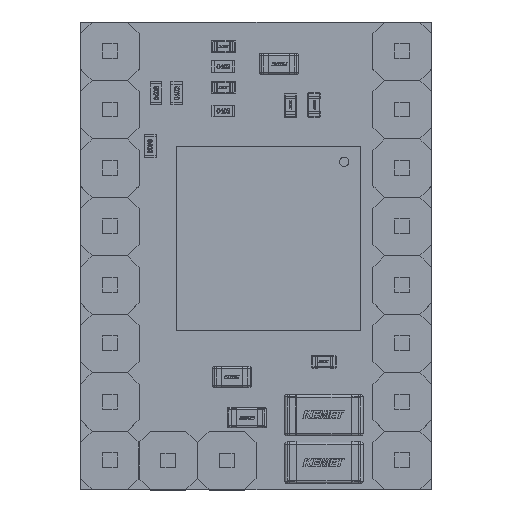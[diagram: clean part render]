
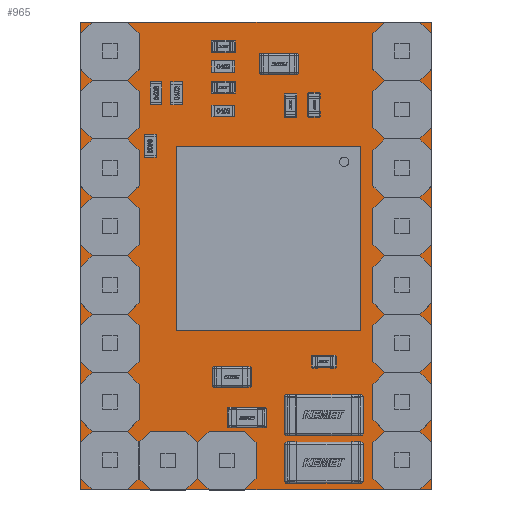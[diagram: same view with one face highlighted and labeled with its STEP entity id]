
A CAD part, top view. The second image highlights one B-rep face of the part: STEP entity #965.
In plain terms, the highlighted planar face has unit normal (0, 0, 1).
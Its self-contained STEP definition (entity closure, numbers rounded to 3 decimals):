
#188 = VERTEX_POINT('',#189);
#189 = CARTESIAN_POINT('',(-7.601,-10.113,0.836));
#195 = EDGE_CURVE('',#188,#196,#198,.T.);
#196 = VERTEX_POINT('',#197);
#197 = CARTESIAN_POINT('',(7.639,-10.113,0.836));
#198 = LINE('',#199,#200);
#199 = CARTESIAN_POINT('',(-7.601,-10.113,0.836));
#200 = VECTOR('',#201,1.);
#201 = DIRECTION('',(1.,0.,0.));
#226 = EDGE_CURVE('',#196,#227,#229,.T.);
#227 = VERTEX_POINT('',#228);
#228 = CARTESIAN_POINT('',(7.639,10.207,0.836));
#229 = LINE('',#230,#231);
#230 = CARTESIAN_POINT('',(7.639,-10.113,0.836));
#231 = VECTOR('',#232,1.);
#232 = DIRECTION('',(0.,1.,0.));
#257 = EDGE_CURVE('',#227,#258,#260,.T.);
#258 = VERTEX_POINT('',#259);
#259 = CARTESIAN_POINT('',(-7.601,10.207,0.836));
#260 = LINE('',#261,#262);
#261 = CARTESIAN_POINT('',(7.639,10.207,0.836));
#262 = VECTOR('',#263,1.);
#263 = DIRECTION('',(-1.,0.,0.));
#288 = EDGE_CURVE('',#258,#188,#289,.T.);
#289 = LINE('',#290,#291);
#290 = CARTESIAN_POINT('',(-7.601,10.207,0.836));
#291 = VECTOR('',#292,1.);
#292 = DIRECTION('',(0.,-1.,0.));
#312 = VERTEX_POINT('',#313);
#313 = CARTESIAN_POINT('',(-5.881,-6.323,0.836));
#319 = EDGE_CURVE('',#312,#312,#320,.T.);
#320 = CIRCLE('',#321,0.45);
#321 = AXIS2_PLACEMENT_3D('',#322,#323,#324);
#322 = CARTESIAN_POINT('',(-6.331,-6.323,0.836));
#323 = DIRECTION('',(0.,0.,1.));
#324 = DIRECTION('',(1.,0.,0.));
#345 = VERTEX_POINT('',#346);
#346 = CARTESIAN_POINT('',(-5.881,-3.783,0.836));
#352 = EDGE_CURVE('',#345,#345,#353,.T.);
#353 = CIRCLE('',#354,0.45);
#354 = AXIS2_PLACEMENT_3D('',#355,#356,#357);
#355 = CARTESIAN_POINT('',(-6.331,-3.783,0.836));
#356 = DIRECTION('',(0.,0.,1.));
#357 = DIRECTION('',(1.,0.,0.));
#378 = VERTEX_POINT('',#379);
#379 = CARTESIAN_POINT('',(-5.881,-8.863,0.836));
#385 = EDGE_CURVE('',#378,#378,#386,.T.);
#386 = CIRCLE('',#387,0.45);
#387 = AXIS2_PLACEMENT_3D('',#388,#389,#390);
#388 = CARTESIAN_POINT('',(-6.331,-8.863,0.836));
#389 = DIRECTION('',(0.,0.,1.));
#390 = DIRECTION('',(1.,0.,0.));
#411 = VERTEX_POINT('',#412);
#412 = CARTESIAN_POINT('',(-3.325,-8.863,0.836));
#418 = EDGE_CURVE('',#411,#411,#419,.T.);
#419 = CIRCLE('',#420,0.475);
#420 = AXIS2_PLACEMENT_3D('',#421,#422,#423);
#421 = CARTESIAN_POINT('',(-3.8,-8.863,0.836));
#422 = DIRECTION('',(0.,0.,1.));
#423 = DIRECTION('',(1.,0.,0.));
#444 = VERTEX_POINT('',#445);
#445 = CARTESIAN_POINT('',(-5.881,6.377,0.836));
#451 = EDGE_CURVE('',#444,#444,#452,.T.);
#452 = CIRCLE('',#453,0.45);
#453 = AXIS2_PLACEMENT_3D('',#454,#455,#456);
#454 = CARTESIAN_POINT('',(-6.331,6.377,0.836));
#455 = DIRECTION('',(0.,0.,1.));
#456 = DIRECTION('',(1.,0.,0.));
#477 = VERTEX_POINT('',#478);
#478 = CARTESIAN_POINT('',(-5.881,8.917,0.836));
#484 = EDGE_CURVE('',#477,#477,#485,.T.);
#485 = CIRCLE('',#486,0.45);
#486 = AXIS2_PLACEMENT_3D('',#487,#488,#489);
#487 = CARTESIAN_POINT('',(-6.331,8.917,0.836));
#488 = DIRECTION('',(0.,0.,1.));
#489 = DIRECTION('',(1.,0.,0.));
#510 = VERTEX_POINT('',#511);
#511 = CARTESIAN_POINT('',(-5.881,-1.243,0.836));
#517 = EDGE_CURVE('',#510,#510,#518,.T.);
#518 = CIRCLE('',#519,0.45);
#519 = AXIS2_PLACEMENT_3D('',#520,#521,#522);
#520 = CARTESIAN_POINT('',(-6.331,-1.243,0.836));
#521 = DIRECTION('',(0.,0.,1.));
#522 = DIRECTION('',(1.,0.,0.));
#543 = VERTEX_POINT('',#544);
#544 = CARTESIAN_POINT('',(-5.881,3.837,0.836));
#550 = EDGE_CURVE('',#543,#543,#551,.T.);
#551 = CIRCLE('',#552,0.45);
#552 = AXIS2_PLACEMENT_3D('',#553,#554,#555);
#553 = CARTESIAN_POINT('',(-6.331,3.837,0.836));
#554 = DIRECTION('',(0.,0.,1.));
#555 = DIRECTION('',(1.,0.,0.));
#576 = VERTEX_POINT('',#577);
#577 = CARTESIAN_POINT('',(-5.881,1.297,0.836));
#583 = EDGE_CURVE('',#576,#576,#584,.T.);
#584 = CIRCLE('',#585,0.45);
#585 = AXIS2_PLACEMENT_3D('',#586,#587,#588);
#586 = CARTESIAN_POINT('',(-6.331,1.297,0.836));
#587 = DIRECTION('',(0.,0.,1.));
#588 = DIRECTION('',(1.,0.,0.));
#609 = VERTEX_POINT('',#610);
#610 = CARTESIAN_POINT('',(6.819,-8.863,0.836));
#616 = EDGE_CURVE('',#609,#609,#617,.T.);
#617 = CIRCLE('',#618,0.45);
#618 = AXIS2_PLACEMENT_3D('',#619,#620,#621);
#619 = CARTESIAN_POINT('',(6.369,-8.863,0.836));
#620 = DIRECTION('',(0.,0.,1.));
#621 = DIRECTION('',(1.,0.,0.));
#642 = VERTEX_POINT('',#643);
#643 = CARTESIAN_POINT('',(-0.801,-8.863,0.836));
#649 = EDGE_CURVE('',#642,#642,#650,.T.);
#650 = CIRCLE('',#651,0.45);
#651 = AXIS2_PLACEMENT_3D('',#652,#653,#654);
#652 = CARTESIAN_POINT('',(-1.251,-8.863,0.836));
#653 = DIRECTION('',(0.,0.,1.));
#654 = DIRECTION('',(1.,0.,0.));
#675 = VERTEX_POINT('',#676);
#676 = CARTESIAN_POINT('',(6.819,-6.323,0.836));
#682 = EDGE_CURVE('',#675,#675,#683,.T.);
#683 = CIRCLE('',#684,0.45);
#684 = AXIS2_PLACEMENT_3D('',#685,#686,#687);
#685 = CARTESIAN_POINT('',(6.369,-6.323,0.836));
#686 = DIRECTION('',(0.,0.,1.));
#687 = DIRECTION('',(1.,0.,0.));
#708 = VERTEX_POINT('',#709);
#709 = CARTESIAN_POINT('',(6.819,-3.783,0.836));
#715 = EDGE_CURVE('',#708,#708,#716,.T.);
#716 = CIRCLE('',#717,0.45);
#717 = AXIS2_PLACEMENT_3D('',#718,#719,#720);
#718 = CARTESIAN_POINT('',(6.369,-3.783,0.836));
#719 = DIRECTION('',(0.,0.,1.));
#720 = DIRECTION('',(1.,0.,0.));
#741 = VERTEX_POINT('',#742);
#742 = CARTESIAN_POINT('',(6.819,6.377,0.836));
#748 = EDGE_CURVE('',#741,#741,#749,.T.);
#749 = CIRCLE('',#750,0.45);
#750 = AXIS2_PLACEMENT_3D('',#751,#752,#753);
#751 = CARTESIAN_POINT('',(6.369,6.377,0.836));
#752 = DIRECTION('',(0.,0.,1.));
#753 = DIRECTION('',(1.,0.,0.));
#774 = VERTEX_POINT('',#775);
#775 = CARTESIAN_POINT('',(6.819,8.917,0.836));
#781 = EDGE_CURVE('',#774,#774,#782,.T.);
#782 = CIRCLE('',#783,0.45);
#783 = AXIS2_PLACEMENT_3D('',#784,#785,#786);
#784 = CARTESIAN_POINT('',(6.369,8.917,0.836));
#785 = DIRECTION('',(0.,0.,1.));
#786 = DIRECTION('',(1.,0.,0.));
#807 = VERTEX_POINT('',#808);
#808 = CARTESIAN_POINT('',(6.819,-1.243,0.836));
#814 = EDGE_CURVE('',#807,#807,#815,.T.);
#815 = CIRCLE('',#816,0.45);
#816 = AXIS2_PLACEMENT_3D('',#817,#818,#819);
#817 = CARTESIAN_POINT('',(6.369,-1.243,0.836));
#818 = DIRECTION('',(0.,0.,1.));
#819 = DIRECTION('',(1.,0.,0.));
#840 = VERTEX_POINT('',#841);
#841 = CARTESIAN_POINT('',(6.819,3.837,0.836));
#847 = EDGE_CURVE('',#840,#840,#848,.T.);
#848 = CIRCLE('',#849,0.45);
#849 = AXIS2_PLACEMENT_3D('',#850,#851,#852);
#850 = CARTESIAN_POINT('',(6.369,3.837,0.836));
#851 = DIRECTION('',(0.,0.,1.));
#852 = DIRECTION('',(1.,0.,0.));
#873 = VERTEX_POINT('',#874);
#874 = CARTESIAN_POINT('',(6.819,1.297,0.836));
#880 = EDGE_CURVE('',#873,#873,#881,.T.);
#881 = CIRCLE('',#882,0.45);
#882 = AXIS2_PLACEMENT_3D('',#883,#884,#885);
#883 = CARTESIAN_POINT('',(6.369,1.297,0.836));
#884 = DIRECTION('',(0.,0.,1.));
#885 = DIRECTION('',(1.,0.,0.));
#965 = ADVANCED_FACE('',(#966,#972,#975,#978,#981,#984,#987,#990,#993,
    #996,#999,#1002,#1005,#1008,#1011,#1014,#1017,#1020,#1023),#1026,.F.
  );
#966 = FACE_BOUND('',#967,.T.);
#967 = EDGE_LOOP('',(#968,#969,#970,#971));
#968 = ORIENTED_EDGE('',*,*,#195,.T.);
#969 = ORIENTED_EDGE('',*,*,#226,.T.);
#970 = ORIENTED_EDGE('',*,*,#257,.T.);
#971 = ORIENTED_EDGE('',*,*,#288,.T.);
#972 = FACE_BOUND('',#973,.F.);
#973 = EDGE_LOOP('',(#974));
#974 = ORIENTED_EDGE('',*,*,#319,.T.);
#975 = FACE_BOUND('',#976,.F.);
#976 = EDGE_LOOP('',(#977));
#977 = ORIENTED_EDGE('',*,*,#352,.T.);
#978 = FACE_BOUND('',#979,.F.);
#979 = EDGE_LOOP('',(#980));
#980 = ORIENTED_EDGE('',*,*,#385,.T.);
#981 = FACE_BOUND('',#982,.F.);
#982 = EDGE_LOOP('',(#983));
#983 = ORIENTED_EDGE('',*,*,#418,.T.);
#984 = FACE_BOUND('',#985,.F.);
#985 = EDGE_LOOP('',(#986));
#986 = ORIENTED_EDGE('',*,*,#451,.T.);
#987 = FACE_BOUND('',#988,.F.);
#988 = EDGE_LOOP('',(#989));
#989 = ORIENTED_EDGE('',*,*,#484,.T.);
#990 = FACE_BOUND('',#991,.F.);
#991 = EDGE_LOOP('',(#992));
#992 = ORIENTED_EDGE('',*,*,#517,.T.);
#993 = FACE_BOUND('',#994,.F.);
#994 = EDGE_LOOP('',(#995));
#995 = ORIENTED_EDGE('',*,*,#550,.T.);
#996 = FACE_BOUND('',#997,.F.);
#997 = EDGE_LOOP('',(#998));
#998 = ORIENTED_EDGE('',*,*,#583,.T.);
#999 = FACE_BOUND('',#1000,.F.);
#1000 = EDGE_LOOP('',(#1001));
#1001 = ORIENTED_EDGE('',*,*,#616,.T.);
#1002 = FACE_BOUND('',#1003,.F.);
#1003 = EDGE_LOOP('',(#1004));
#1004 = ORIENTED_EDGE('',*,*,#649,.T.);
#1005 = FACE_BOUND('',#1006,.F.);
#1006 = EDGE_LOOP('',(#1007));
#1007 = ORIENTED_EDGE('',*,*,#682,.T.);
#1008 = FACE_BOUND('',#1009,.F.);
#1009 = EDGE_LOOP('',(#1010));
#1010 = ORIENTED_EDGE('',*,*,#715,.T.);
#1011 = FACE_BOUND('',#1012,.F.);
#1012 = EDGE_LOOP('',(#1013));
#1013 = ORIENTED_EDGE('',*,*,#748,.T.);
#1014 = FACE_BOUND('',#1015,.F.);
#1015 = EDGE_LOOP('',(#1016));
#1016 = ORIENTED_EDGE('',*,*,#781,.T.);
#1017 = FACE_BOUND('',#1018,.F.);
#1018 = EDGE_LOOP('',(#1019));
#1019 = ORIENTED_EDGE('',*,*,#814,.T.);
#1020 = FACE_BOUND('',#1021,.F.);
#1021 = EDGE_LOOP('',(#1022));
#1022 = ORIENTED_EDGE('',*,*,#847,.T.);
#1023 = FACE_BOUND('',#1024,.F.);
#1024 = EDGE_LOOP('',(#1025));
#1025 = ORIENTED_EDGE('',*,*,#880,.T.);
#1026 = PLANE('',#1027);
#1027 = AXIS2_PLACEMENT_3D('',#1028,#1029,#1030);
#1028 = CARTESIAN_POINT('',(-7.601,-10.113,0.836));
#1029 = DIRECTION('',(0.,0.,-1.));
#1030 = DIRECTION('',(-1.,0.,0.));
